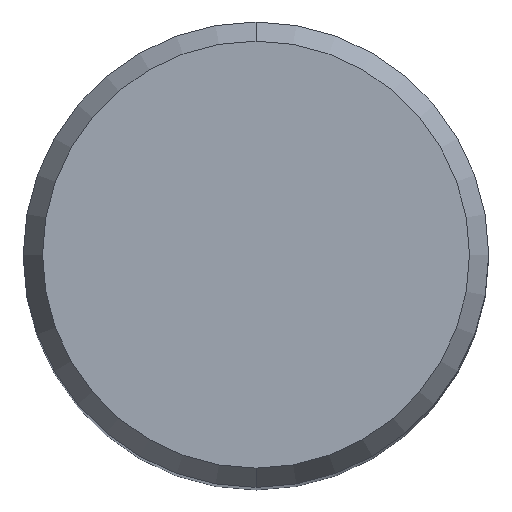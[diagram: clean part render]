
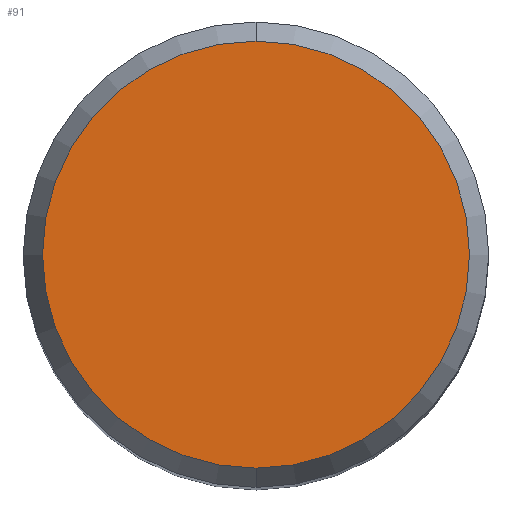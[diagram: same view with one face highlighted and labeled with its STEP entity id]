
A CAD part, top view. The second image highlights one B-rep face of the part: STEP entity #91.
In plain terms, the highlighted planar face has unit normal (0, 0, 1).
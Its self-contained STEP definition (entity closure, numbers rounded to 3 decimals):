
#91=ADVANCED_FACE('',(#226),#227,.T.);
#101=EDGE_CURVE('',#195,#141,#239,.T.);
#141=VERTEX_POINT('',#284);
#195=VERTEX_POINT('',#345);
#201=EDGE_CURVE('',#141,#195,#351,.T.);
#226=FACE_OUTER_BOUND('',#368,.T.);
#227=PLANE('',#369);
#239=CIRCLE('',#385,6.423);
#284=CARTESIAN_POINT('',(0.,-6.423,0.0));
#345=CARTESIAN_POINT('',(0.0,6.423,0.0));
#351=CIRCLE('',#526,6.423);
#368=EDGE_LOOP('',(#536,#537));
#369=AXIS2_PLACEMENT_3D('',#538,#539,#540);
#385=AXIS2_PLACEMENT_3D('',#561,#562,#563);
#526=AXIS2_PLACEMENT_3D('',#696,#697,#698);
#536=ORIENTED_EDGE('',*,*,#101,.F.);
#537=ORIENTED_EDGE('',*,*,#201,.F.);
#538=CARTESIAN_POINT('',(0.0,3.211,0.0));
#539=DIRECTION('',(-0.0,0.0,1.0));
#540=DIRECTION('',(0.0,-1.0,0.0));
#561=CARTESIAN_POINT('',(0.0,0.0,0.0));
#562=DIRECTION('',(0.0,0.0,-1.0));
#563=DIRECTION('',(0.0,1.0,0.0));
#696=CARTESIAN_POINT('',(0.0,0.0,0.0));
#697=DIRECTION('',(0.0,0.0,-1.0));
#698=DIRECTION('',(0.0,1.0,0.0));
